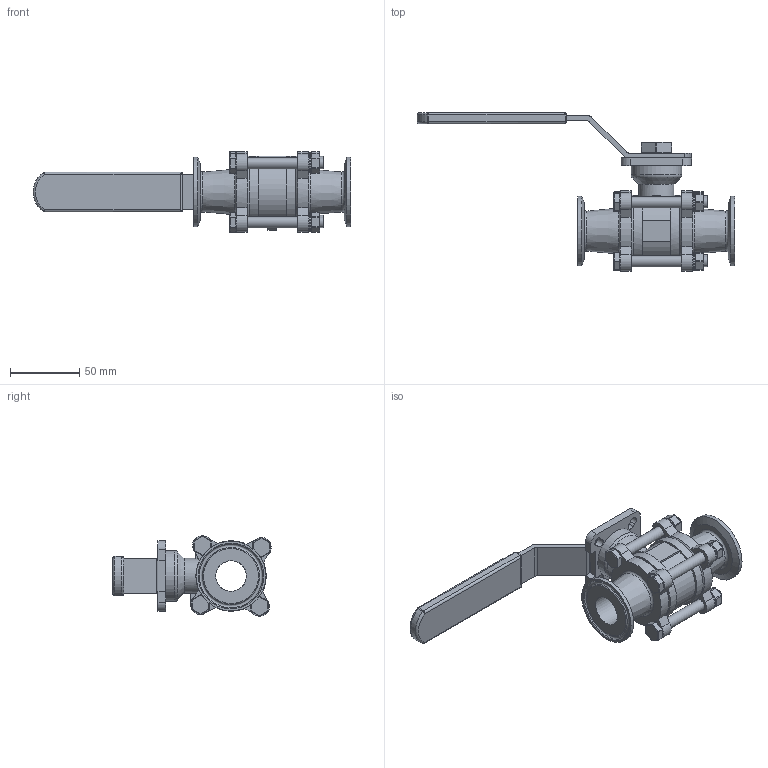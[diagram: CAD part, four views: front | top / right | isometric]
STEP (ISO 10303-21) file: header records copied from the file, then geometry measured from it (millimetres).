
FILE_DESCRIPTION(/* description */ ('CLAMP X CLAMP'),/* implementation_level */ '2;1');
FILE_NAME(/* name */ '384310TEF4.stp',/* time_stamp */ '2022-06-20T14:31:33-04:00',/* author */ ('ken'),/* organization */ (''),/* preprocessor_version */ 'ST-DEVELOPER v18.1',/* originating_system */ 'Autodesk Inventor 2020',/* authorisation */ '');
FILE_SCHEMA (('AUTOMOTIVE_DESIGN { 1 0 10303 214 3 1 1 }'));
Length unit declared in the file: inch
Products named in the file (8): 384310TEF4; 1.0 TEF4 BODY; 1.0 TEF4 CLAMP CONNECTION; 1.0 TEF4 BOLT; 1.0 TEF4 WASHER; 1.0 TEF4 NUT; 1.0 TEF4 HANDLE; 1.0 TEF4 HANDLE NUT
Assembly tree (17 placements, depth 2):
  384310TEF4
    1.0 TEF4 BODY
    1.0 TEF4 CLAMP CONNECTION  x2
    1.0 TEF4 BOLT  x4
    1.0 TEF4 WASHER  x4
    1.0 TEF4 NUT  x4
    1.0 TEF4 HANDLE
    1.0 TEF4 HANDLE NUT
Bounding box: 229.74 x 114.59 x 58.41 mm (x, y, z)
Volume: 199302.4 mm3; surface area: 78347.1 mm2
Topology: 17 solids, 17 shells, 1456 faces, 3669 edges, 2308 vertices
Faces by surface type: plane 835, bspline 333, cylinder 195, sphere 52, torus 21, cone 20
Full cylindrical faces by diameter (mm): 7.541 x4, 7.938 x8, 9.525 x9, 12.7 x1, 22.098 x3, 22.225 x1, 25.4 x1, 30.162 x1, 36.512 x1, 50.394 x2, 50.8 x2
Entity records: 39756 total; most frequent: CARTESIAN_POINT 12409, ORIENTED_EDGE 5938, DIRECTION 4363, EDGE_CURVE 2969, VERTEX_POINT 1938, LINE 1903, VECTOR 1903, EDGE_LOOP 1265
